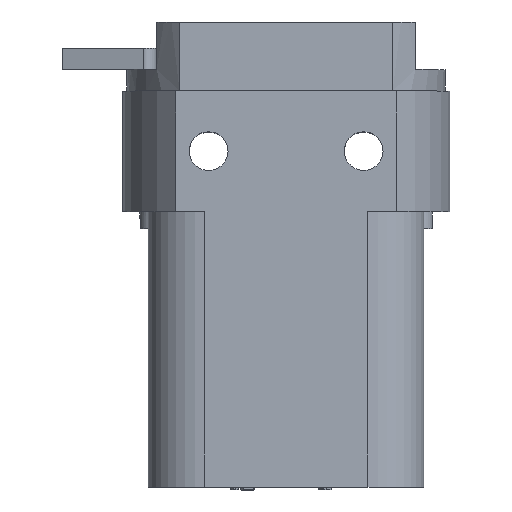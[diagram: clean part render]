
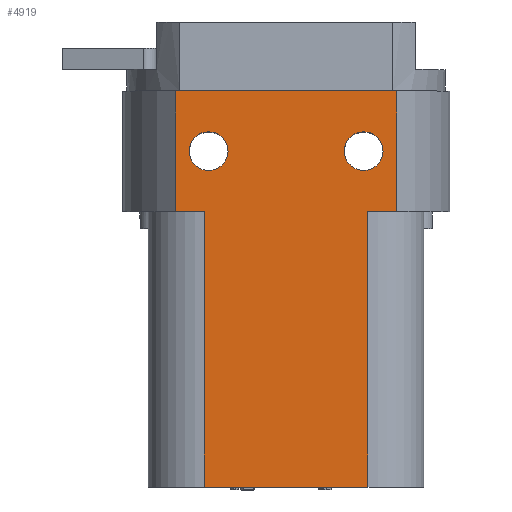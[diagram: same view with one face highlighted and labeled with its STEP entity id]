
A CAD part, top view. The second image highlights one B-rep face of the part: STEP entity #4919.
In plain terms, the highlighted planar face has unit normal (0, 0, 1).
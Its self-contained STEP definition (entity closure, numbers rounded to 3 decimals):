
#60=PLANE('',#5188);
#198=LINE('',#6587,#528);
#230=LINE('',#6820,#560);
#231=LINE('',#6825,#561);
#238=LINE('',#6845,#568);
#239=LINE('',#6846,#569);
#240=LINE('',#6848,#570);
#241=LINE('',#6850,#571);
#242=LINE('',#6852,#572);
#528=VECTOR('',#5521,1000.);
#560=VECTOR('',#5673,1000.);
#561=VECTOR('',#5678,1000.);
#568=VECTOR('',#5697,1000.);
#569=VECTOR('',#5698,1000.);
#570=VECTOR('',#5699,1000.);
#571=VECTOR('',#5700,1000.);
#572=VECTOR('',#5701,1000.);
#996=ORIENTED_EDGE('',*,*,#1983,.F.);
#997=ORIENTED_EDGE('',*,*,#1984,.F.);
#998=ORIENTED_EDGE('',*,*,#1985,.F.);
#999=ORIENTED_EDGE('',*,*,#1972,.T.);
#1000=ORIENTED_EDGE('',*,*,#1986,.T.);
#1001=ORIENTED_EDGE('',*,*,#1987,.T.);
#1002=ORIENTED_EDGE('',*,*,#1988,.T.);
#1003=ORIENTED_EDGE('',*,*,#1989,.F.);
#1004=ORIENTED_EDGE('',*,*,#1880,.T.);
#1005=ORIENTED_EDGE('',*,*,#1974,.F.);
#1880=EDGE_CURVE('',#2382,#2383,#198,.T.);
#1972=EDGE_CURVE('',#2456,#2458,#230,.T.);
#1974=EDGE_CURVE('',#2459,#2383,#231,.T.);
#1983=EDGE_CURVE('',#2466,#2466,#2767,.F.);
#1984=EDGE_CURVE('',#2467,#2467,#2768,.F.);
#1985=EDGE_CURVE('',#2456,#2459,#238,.T.);
#1986=EDGE_CURVE('',#2458,#2468,#239,.T.);
#1987=EDGE_CURVE('',#2468,#2469,#240,.T.);
#1988=EDGE_CURVE('',#2469,#2470,#241,.T.);
#1989=EDGE_CURVE('',#2382,#2470,#242,.T.);
#2382=VERTEX_POINT('',#6588);
#2383=VERTEX_POINT('',#6589);
#2456=VERTEX_POINT('',#6815);
#2458=VERTEX_POINT('',#6819);
#2459=VERTEX_POINT('',#6823);
#2466=VERTEX_POINT('',#6842);
#2467=VERTEX_POINT('',#6844);
#2468=VERTEX_POINT('',#6847);
#2469=VERTEX_POINT('',#6849);
#2470=VERTEX_POINT('',#6851);
#2767=CIRCLE('',#5189,2.25);
#2768=CIRCLE('',#5190,2.25);
#2902=EDGE_LOOP('',(#996));
#2903=EDGE_LOOP('',(#997));
#2904=EDGE_LOOP('',(#998,#999,#1000,#1001,#1002,#1003,#1004,#1005));
#3160=FACE_BOUND('',#2902,.T.);
#3161=FACE_BOUND('',#2903,.T.);
#3162=FACE_BOUND('',#2904,.T.);
#4919=ADVANCED_FACE('',(#3160,#3161,#3162),#60,.F.);
#5188=AXIS2_PLACEMENT_3D('',#6840,#5691,#5692);
#5189=AXIS2_PLACEMENT_3D('',#6841,#5693,#5694);
#5190=AXIS2_PLACEMENT_3D('',#6843,#5695,#5696);
#5521=DIRECTION('',(1.,0.,0.));
#5673=DIRECTION('',(0.,-1.,0.));
#5678=DIRECTION('',(0.,-1.,0.));
#5691=DIRECTION('',(0.,0.,-1.));
#5692=DIRECTION('',(-1.,0.,0.));
#5693=DIRECTION('',(0.,0.,-1.));
#5694=DIRECTION('',(-1.,0.,0.));
#5695=DIRECTION('',(0.,0.,-1.));
#5696=DIRECTION('',(-1.,0.,0.));
#5697=DIRECTION('',(1.,0.,0.));
#5698=DIRECTION('',(1.,0.,0.));
#5699=DIRECTION('',(0.,-1.,0.));
#5700=DIRECTION('',(1.,0.,0.));
#5701=DIRECTION('',(0.,-1.,0.));
#6587=CARTESIAN_POINT('',(-12.845,0.,14.));
#6588=CARTESIAN_POINT('',(9.5,0.,14.));
#6589=CARTESIAN_POINT('',(12.845,0.,14.));
#6815=CARTESIAN_POINT('',(-12.845,14.,14.));
#6819=CARTESIAN_POINT('',(-12.845,0.,14.));
#6820=CARTESIAN_POINT('',(-12.845,22.,14.));
#6823=CARTESIAN_POINT('',(12.845,14.,14.));
#6825=CARTESIAN_POINT('',(12.845,22.,14.));
#6840=CARTESIAN_POINT('',(-12.845,22.,14.));
#6841=CARTESIAN_POINT('',(-9.,7.,14.));
#6842=CARTESIAN_POINT('',(-11.25,7.,14.));
#6843=CARTESIAN_POINT('',(9.,7.,14.));
#6844=CARTESIAN_POINT('',(6.75,7.,14.));
#6845=CARTESIAN_POINT('',(-12.845,14.,14.));
#6846=CARTESIAN_POINT('',(-12.845,0.,14.));
#6847=CARTESIAN_POINT('',(-9.5,0.,14.));
#6848=CARTESIAN_POINT('',(-9.5,0.,14.));
#6849=CARTESIAN_POINT('',(-9.5,-32.,14.));
#6850=CARTESIAN_POINT('',(-9.5,-32.,14.));
#6851=CARTESIAN_POINT('',(9.5,-32.,14.));
#6852=CARTESIAN_POINT('',(9.5,0.,14.));
